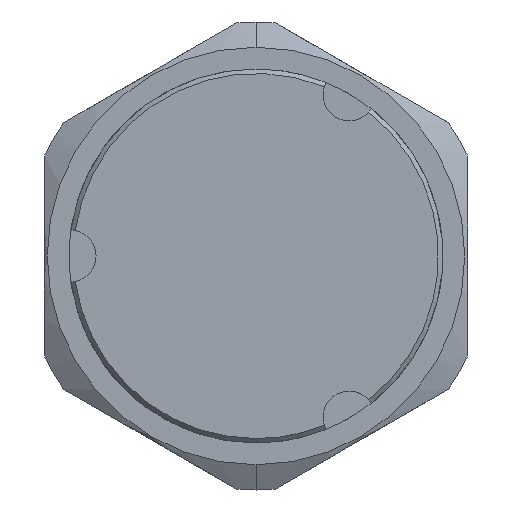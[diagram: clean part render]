
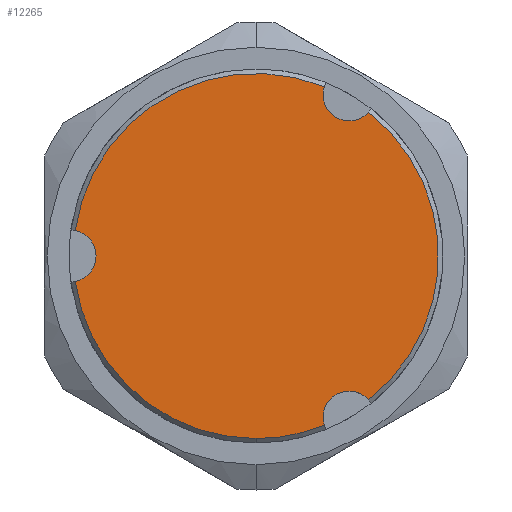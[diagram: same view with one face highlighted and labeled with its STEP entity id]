
A CAD part, left-side view. The second image highlights one B-rep face of the part: STEP entity #12265.
In plain terms, the highlighted planar face has unit normal (-1, 0, 0).
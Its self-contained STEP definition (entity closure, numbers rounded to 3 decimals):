
#600 = DIRECTION ( 'NONE',  ( 0., 0., 1. ) ) ;
#681 = DIRECTION ( 'NONE',  ( -1., 0., 0. ) ) ;
#993 = DIRECTION ( 'NONE',  ( -1., 0., 0. ) ) ;
#1026 = CARTESIAN_POINT ( 'NONE',  ( -7.95, 0., 0. ) ) ;
#1054 = VERTEX_POINT ( 'NONE', #5088 ) ;
#1725 = CIRCLE ( 'NONE', #11441, 12.325 ) ;
#1816 = VERTEX_POINT ( 'NONE', #6748 ) ;
#1932 = AXIS2_PLACEMENT_3D ( 'NONE', #2951, #11650, #9577 ) ;
#2094 = AXIS2_PLACEMENT_3D ( 'NONE', #12574, #6175, #3923 ) ;
#2511 = FACE_OUTER_BOUND ( 'NONE', #5758, .T. ) ;
#2745 = DIRECTION ( 'NONE',  ( 0., 0., -1. ) ) ;
#2951 = CARTESIAN_POINT ( 'NONE',  ( -7.95, -6.275, -10.869 ) ) ;
#3008 = CIRCLE ( 'NONE', #1932, 1.75 ) ;
#3105 = EDGE_CURVE ( 'NONE', #3814, #9582, #10622, .T. ) ;
#3143 = EDGE_CURVE ( 'NONE', #1816, #10262, #5755, .T. ) ;
#3186 = DIRECTION ( 'NONE',  ( -1., 0., 0. ) ) ;
#3239 = DIRECTION ( 'NONE',  ( 0., -0.866, -0.5 ) ) ;
#3405 = CIRCLE ( 'NONE', #2094, 1.75 ) ;
#3424 = ORIENTED_EDGE ( 'NONE', *, *, #3105, .T. ) ;
#3615 = CARTESIAN_POINT ( 'NONE',  ( -7.95, 12.205, 1.716 ) ) ;
#3814 = VERTEX_POINT ( 'NONE', #4400 ) ;
#3820 = VERTEX_POINT ( 'NONE', #8688 ) ;
#3923 = DIRECTION ( 'NONE',  ( 0., 0.866, -0.5 ) ) ;
#4048 = CARTESIAN_POINT ( 'NONE',  ( -7.95, 0., 0. ) ) ;
#4138 = DIRECTION ( 'NONE',  ( 0., 0., 1. ) ) ;
#4161 = DIRECTION ( 'NONE',  ( -1., 0., 0. ) ) ;
#4400 = CARTESIAN_POINT ( 'NONE',  ( -7.95, 0., -12.325 ) ) ;
#4771 = ORIENTED_EDGE ( 'NONE', *, *, #11572, .F. ) ;
#4897 = CIRCLE ( 'NONE', #8394, 1.75 ) ;
#4978 = DIRECTION ( 'NONE',  ( 1., 0., 0. ) ) ;
#4997 = ORIENTED_EDGE ( 'NONE', *, *, #11201, .F. ) ;
#5044 = EDGE_CURVE ( 'NONE', #3820, #3814, #8059, .T. ) ;
#5088 = CARTESIAN_POINT ( 'NONE',  ( -7.95, -6.275, -9.119 ) ) ;
#5312 = CARTESIAN_POINT ( 'NONE',  ( -7.95, -7.588, -9.712 ) ) ;
#5462 = AXIS2_PLACEMENT_3D ( 'NONE', #12374, #4978, #2745 ) ;
#5591 = AXIS2_PLACEMENT_3D ( 'NONE', #4048, #7377, #4138 ) ;
#5755 = CIRCLE ( 'NONE', #12732, 12.325 ) ;
#5758 = EDGE_LOOP ( 'NONE', ( #9163, #4997, #9312, #8600, #11007, #3424, #4771, #9003 ) ) ;
#6175 = DIRECTION ( 'NONE',  ( -1., 0., 0. ) ) ;
#6748 = CARTESIAN_POINT ( 'NONE',  ( -7.95, -4.617, 11.428 ) ) ;
#6905 = AXIS2_PLACEMENT_3D ( 'NONE', #13425, #8244, #600 ) ;
#7168 = DIRECTION ( 'NONE',  ( 0., 0., 1. ) ) ;
#7377 = DIRECTION ( 'NONE',  ( -1., 0., 0. ) ) ;
#7664 = EDGE_CURVE ( 'NONE', #10236, #12921, #1725, .T. ) ;
#7807 = CARTESIAN_POINT ( 'NONE',  ( -7.95, -7.588, 9.712 ) ) ;
#8059 = CIRCLE ( 'NONE', #5591, 12.325 ) ;
#8244 = DIRECTION ( 'NONE',  ( -1., 0., 0. ) ) ;
#8394 = AXIS2_PLACEMENT_3D ( 'NONE', #11752, #993, #3239 ) ;
#8440 = DIRECTION ( 'NONE',  ( 0., 0., 1. ) ) ;
#8600 = ORIENTED_EDGE ( 'NONE', *, *, #10360, .F. ) ;
#8653 = AXIS2_PLACEMENT_3D ( 'NONE', #13220, #4161, #8440 ) ;
#8688 = CARTESIAN_POINT ( 'NONE',  ( -7.95, 12.205, -1.716 ) ) ;
#9003 = ORIENTED_EDGE ( 'NONE', *, *, #9440, .F. ) ;
#9163 = ORIENTED_EDGE ( 'NONE', *, *, #7664, .T. ) ;
#9312 = ORIENTED_EDGE ( 'NONE', *, *, #3143, .T. ) ;
#9440 = EDGE_CURVE ( 'NONE', #10236, #1054, #3405, .T. ) ;
#9577 = DIRECTION ( 'NONE',  ( 0., 0.866, -0.5 ) ) ;
#9582 = VERTEX_POINT ( 'NONE', #10022 ) ;
#10022 = CARTESIAN_POINT ( 'NONE',  ( -7.95, -4.617, -11.428 ) ) ;
#10236 = VERTEX_POINT ( 'NONE', #5312 ) ;
#10262 = VERTEX_POINT ( 'NONE', #3615 ) ;
#10360 = EDGE_CURVE ( 'NONE', #3820, #10262, #12599, .T. ) ;
#10622 = CIRCLE ( 'NONE', #6905, 12.325 ) ;
#10726 = DIRECTION ( 'NONE',  ( 0., 0., 1. ) ) ;
#11007 = ORIENTED_EDGE ( 'NONE', *, *, #5044, .T. ) ;
#11201 = EDGE_CURVE ( 'NONE', #1816, #12921, #4897, .T. ) ;
#11441 = AXIS2_PLACEMENT_3D ( 'NONE', #1026, #3186, #10726 ) ;
#11572 = EDGE_CURVE ( 'NONE', #1054, #9582, #3008, .T. ) ;
#11650 = DIRECTION ( 'NONE',  ( -1., 0., 0. ) ) ;
#11752 = CARTESIAN_POINT ( 'NONE',  ( -7.95, -6.275, 10.869 ) ) ;
#12265 = ADVANCED_FACE ( 'NONE', ( #2511 ), #12419, .F. ) ;
#12374 = CARTESIAN_POINT ( 'NONE',  ( -7.95, 0., 0. ) ) ;
#12419 = PLANE ( 'NONE',  #5462 ) ;
#12421 = CARTESIAN_POINT ( 'NONE',  ( -7.95, 0., 0. ) ) ;
#12574 = CARTESIAN_POINT ( 'NONE',  ( -7.95, -6.275, -10.869 ) ) ;
#12599 = CIRCLE ( 'NONE', #8653, 1.75 ) ;
#12732 = AXIS2_PLACEMENT_3D ( 'NONE', #12421, #681, #7168 ) ;
#12921 = VERTEX_POINT ( 'NONE', #7807 ) ;
#13220 = CARTESIAN_POINT ( 'NONE',  ( -7.95, 12.55, 0. ) ) ;
#13425 = CARTESIAN_POINT ( 'NONE',  ( -7.95, 0., 0. ) ) ;
